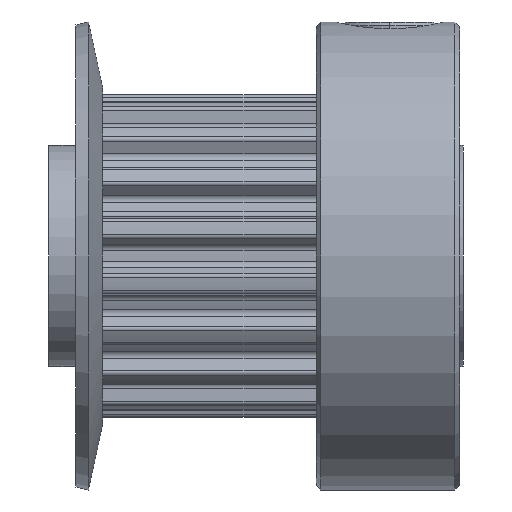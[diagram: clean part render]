
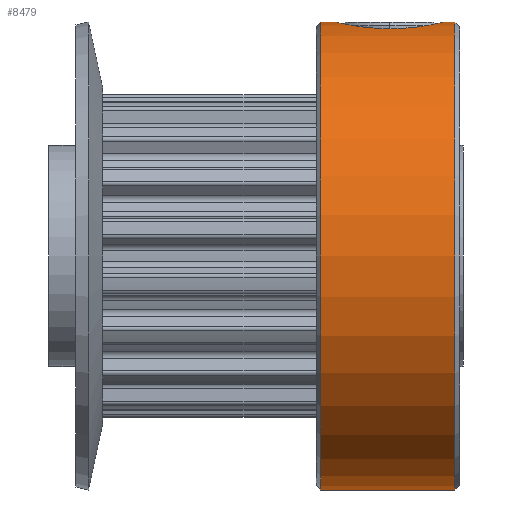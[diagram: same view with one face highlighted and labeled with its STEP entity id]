
A CAD part, front view. The second image highlights one B-rep face of the part: STEP entity #8479.
In plain terms, the highlighted cylindrical face has radius 8.065 mm (diameter 16.129 mm), a partial arc.
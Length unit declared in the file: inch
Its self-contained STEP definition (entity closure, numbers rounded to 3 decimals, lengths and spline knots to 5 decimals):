
#3 = VECTOR ( 'NONE', #10226, 39.37008 ) ;
#51 = CARTESIAN_POINT ( 'NONE',  ( 0.26995, 0., 0.3175 ) ) ;
#144 = CARTESIAN_POINT ( 'NONE',  ( 0.21869, -0.06513, 0.31076 ) ) ;
#170 = CARTESIAN_POINT ( 'NONE',  ( 0.12254, -0.04578, 0.31421 ) ) ;
#940 = B_SPLINE_CURVE_WITH_KNOTS ( 'NONE', 3,
 ( #2483, #9612, #3257, #8050, #3284, #8841, #4083, #9644, #4878, #144, #5679, #952, #6468, #1738, #7273, #2512, #8082, #3325, #8866, #4115, #9680, #4911, #170, #5710, #985, #6498, #1764, #7310 ),
 .UNSPECIFIED., .F., .F.,
 ( 4, 2, 2, 2, 2, 2, 2, 2, 2, 2, 2, 2, 2, 4 ),
 ( 0.5, 0.53125, 0.5625, 0.625, 0.65625, 0.6875, 0.71875, 0.75, 0.8125, 0.84375, 0.875, 0.90625, 0.9375, 1. ),
 .UNSPECIFIED. ) ;
#952 = CARTESIAN_POINT ( 'NONE',  ( 0.20541, -0.07123, 0.30941 ) ) ;
#985 = CARTESIAN_POINT ( 'NONE',  ( 0.11491, -0.03337, 0.31577 ) ) ;
#1321 = DIRECTION ( 'NONE',  ( -1., 0., 0. ) ) ;
#1358 = VECTOR ( 'NONE', #6509, 39.37008 ) ;
#1620 = CARTESIAN_POINT ( 'NONE',  ( 0.08805, 0., -0.3175 ) ) ;
#1738 = CARTESIAN_POINT ( 'NONE',  ( 0.19123, -0.07459, 0.30862 ) ) ;
#1764 = CARTESIAN_POINT ( 'NONE',  ( 0.10736, -0.0099, 0.3175 ) ) ;
#1890 = ORIENTED_EDGE ( 'NONE', *, *, #2162, .T. ) ;
#1943 = CARTESIAN_POINT ( 'NONE',  ( 0.25564, 0., 0.3175 ) ) ;
#2008 = B_SPLINE_CURVE_WITH_KNOTS ( 'NONE', 3,
 ( #1943, #2733, #9087, #4333, #9893 ),
 .UNSPECIFIED., .F., .F.,
 ( 4, 1, 4 ),
 ( 0.49999, 0.5, 0.5 ),
 .UNSPECIFIED. ) ;
#2100 = FACE_OUTER_BOUND ( 'NONE', #2930, .T. ) ;
#2109 = LINE ( 'NONE', #7842, #3 ) ;
#2162 = EDGE_CURVE ( 'NONE', #5695, #9064, #940, .T. ) ;
#2483 = CARTESIAN_POINT ( 'NONE',  ( 0.25564, 0., 0.3175 ) ) ;
#2512 = CARTESIAN_POINT ( 'NONE',  ( 0.17183, -0.07507, 0.3085 ) ) ;
#2561 = EDGE_CURVE ( 'NONE', #9638, #9626, #6960, .T. ) ;
#2733 = CARTESIAN_POINT ( 'NONE',  ( 0.25564, 0., 0.3175 ) ) ;
#2930 = EDGE_LOOP ( 'NONE', ( #7395, #4416, #5397, #8662, #1890, #10018, #8553 ) ) ;
#3025 = CARTESIAN_POINT ( 'NONE',  ( 0.08805, 0., 0. ) ) ;
#3257 = CARTESIAN_POINT ( 'NONE',  ( 0.25514, -0.00994, 0.31738 ) ) ;
#3284 = CARTESIAN_POINT ( 'NONE',  ( 0.25183, -0.02424, 0.31661 ) ) ;
#3325 = CARTESIAN_POINT ( 'NONE',  ( 0.14859, -0.06745, 0.31026 ) ) ;
#3729 = EDGE_CURVE ( 'NONE', #9064, #6947, #5565, .T. ) ;
#3818 = DIRECTION ( 'NONE',  ( 0., 0., 1. ) ) ;
#3930 = EDGE_CURVE ( 'NONE', #7470, #5695, #2008, .T. ) ;
#4044 = CARTESIAN_POINT ( 'NONE',  ( 0.25564, 0., 0.3175 ) ) ;
#4083 = CARTESIAN_POINT ( 'NONE',  ( 0.24077, -0.04616, 0.31421 ) ) ;
#4115 = CARTESIAN_POINT ( 'NONE',  ( 0.13623, -0.05966, 0.31186 ) ) ;
#4201 = DIRECTION ( 'NONE',  ( 0., 0., 1. ) ) ;
#4333 = CARTESIAN_POINT ( 'NONE',  ( 0.25564, 0., 0.3175 ) ) ;
#4416 = ORIENTED_EDGE ( 'NONE', *, *, #2561, .T. ) ;
#4565 = AXIS2_PLACEMENT_3D ( 'NONE', #9757, #8955, #4201 ) ;
#4878 = CARTESIAN_POINT ( 'NONE',  ( 0.22673, -0.05969, 0.31185 ) ) ;
#4911 = CARTESIAN_POINT ( 'NONE',  ( 0.12565, -0.04962, 0.31362 ) ) ;
#5082 = CARTESIAN_POINT ( 'NONE',  ( 0.25564, 0., 0.3175 ) ) ;
#5093 = CARTESIAN_POINT ( 'NONE',  ( 0.08805, 0., 0.3175 ) ) ;
#5397 = ORIENTED_EDGE ( 'NONE', *, *, #5934, .T. ) ;
#5565 = LINE ( 'NONE', #8876, #1358 ) ;
#5599 = CARTESIAN_POINT ( 'NONE',  ( 0.26995, 0., -0.3175 ) ) ;
#5679 = CARTESIAN_POINT ( 'NONE',  ( 0.21437, -0.06747, 0.31025 ) ) ;
#5695 = VERTEX_POINT ( 'NONE', #4044 ) ;
#5710 = CARTESIAN_POINT ( 'NONE',  ( 0.11718, -0.03766, 0.31529 ) ) ;
#5759 = VERTEX_POINT ( 'NONE', #1620 ) ;
#5934 = EDGE_CURVE ( 'NONE', #9626, #7470, #7523, .T. ) ;
#6048 = CARTESIAN_POINT ( 'NONE',  ( 0.26995, 0., 0. ) ) ;
#6468 = CARTESIAN_POINT ( 'NONE',  ( 0.2008, -0.07266, 0.30908 ) ) ;
#6498 = CARTESIAN_POINT ( 'NONE',  ( 0.10929, -0.01967, 0.31702 ) ) ;
#6509 = DIRECTION ( 'NONE',  ( -1., 0., 0. ) ) ;
#6855 = DIRECTION ( 'NONE',  ( 0., 0., -1. ) ) ;
#6947 = VERTEX_POINT ( 'NONE', #5093 ) ;
#6960 = CIRCLE ( 'NONE', #7399, 0.3175 ) ;
#6983 = CARTESIAN_POINT ( 'NONE',  ( -0.31404, 0., 0.3175 ) ) ;
#7031 = AXIS2_PLACEMENT_3D ( 'NONE', #3025, #8578, #3818 ) ;
#7273 = CARTESIAN_POINT ( 'NONE',  ( 0.18629, -0.07508, 0.3085 ) ) ;
#7310 = CARTESIAN_POINT ( 'NONE',  ( 0.10736, 0., 0.3175 ) ) ;
#7395 = ORIENTED_EDGE ( 'NONE', *, *, #7857, .F. ) ;
#7399 = AXIS2_PLACEMENT_3D ( 'NONE', #6048, #1321, #6855 ) ;
#7470 = VERTEX_POINT ( 'NONE', #5082 ) ;
#7523 = LINE ( 'NONE', #6983, #9393 ) ;
#7797 = DIRECTION ( 'NONE',  ( -1., 0., 0. ) ) ;
#7842 = CARTESIAN_POINT ( 'NONE',  ( -0.31404, 0., -0.3175 ) ) ;
#7857 = EDGE_CURVE ( 'NONE', #9638, #5759, #2109, .T. ) ;
#8047 = CIRCLE ( 'NONE', #7031, 0.3175 ) ;
#8050 = CARTESIAN_POINT ( 'NONE',  ( 0.25324, -0.01956, 0.31693 ) ) ;
#8082 = CARTESIAN_POINT ( 'NONE',  ( 0.16198, -0.07309, 0.309 ) ) ;
#8172 = CYLINDRICAL_SURFACE ( 'NONE', #4565, 0.3175 ) ;
#8479 = ADVANCED_FACE ( 'NONE', ( #2100 ), #8172, .T. ) ;
#8553 = ORIENTED_EDGE ( 'NONE', *, *, #8863, .T. ) ;
#8578 = DIRECTION ( 'NONE',  ( 1., 0., 0. ) ) ;
#8662 = ORIENTED_EDGE ( 'NONE', *, *, #3930, .T. ) ;
#8809 = CARTESIAN_POINT ( 'NONE',  ( 0.10736, 0., 0.3175 ) ) ;
#8841 = CARTESIAN_POINT ( 'NONE',  ( 0.24622, -0.03792, 0.31536 ) ) ;
#8863 = EDGE_CURVE ( 'NONE', #6947, #5759, #8047, .T. ) ;
#8866 = CARTESIAN_POINT ( 'NONE',  ( 0.14426, -0.0651, 0.31077 ) ) ;
#8876 = CARTESIAN_POINT ( 'NONE',  ( -0.31404, 0., 0.3175 ) ) ;
#8955 = DIRECTION ( 'NONE',  ( -1., 0., 0. ) ) ;
#9064 = VERTEX_POINT ( 'NONE', #8809 ) ;
#9087 = CARTESIAN_POINT ( 'NONE',  ( 0.25564, 0., 0.3175 ) ) ;
#9393 = VECTOR ( 'NONE', #7797, 39.37008 ) ;
#9612 = CARTESIAN_POINT ( 'NONE',  ( 0.25564, -0.00495, 0.3175 ) ) ;
#9626 = VERTEX_POINT ( 'NONE', #51 ) ;
#9638 = VERTEX_POINT ( 'NONE', #5599 ) ;
#9644 = CARTESIAN_POINT ( 'NONE',  ( 0.23047, -0.05658, 0.31244 ) ) ;
#9680 = CARTESIAN_POINT ( 'NONE',  ( 0.1325, -0.05656, 0.31244 ) ) ;
#9757 = CARTESIAN_POINT ( 'NONE',  ( -0.31404, 0., 0. ) ) ;
#9893 = CARTESIAN_POINT ( 'NONE',  ( 0.25564, 0., 0.3175 ) ) ;
#10018 = ORIENTED_EDGE ( 'NONE', *, *, #3729, .T. ) ;
#10226 = DIRECTION ( 'NONE',  ( -1., 0., 0. ) ) ;
